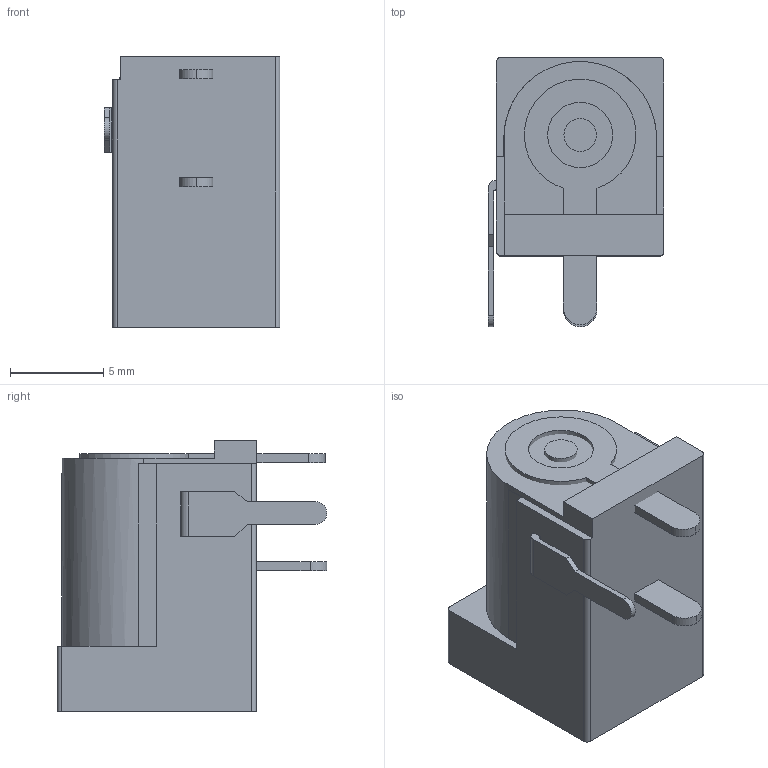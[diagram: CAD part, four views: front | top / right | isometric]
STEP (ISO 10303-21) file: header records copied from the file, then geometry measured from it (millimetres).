
FILE_DESCRIPTION (( 'STEP AP214' ), '1' );
FILE_NAME ('PRT-10811.STEP', '2025-03-28T15:03:29', ( '' ), ( '' ), 'SwSTEP 2.0', 'SolidWorks 2023', '' );
FILE_SCHEMA (( 'AUTOMOTIVE_DESIGN' ));
Length unit declared in the file: millimetre
Products named in the file (1): PRT-10811
Bounding box: 9.45 x 14.5 x 14.55 mm (x, y, z)
Volume: 1080 mm3; surface area: 975.5 mm2
Topology: 3 solids, 3 shells, 62 faces, 157 edges, 104 vertices
Faces by surface type: plane 42, cylinder 18, bspline 1, sphere 1
Full cylindrical faces by diameter (mm): 1.75 x1, 2 x1, 3.5 x1, 3.649 x1, 6.4 x1
Entity records: 2569 total; most frequent: CARTESIAN_POINT 361, DIRECTION 307, ORIENTED_EDGE 294, EDGE_CURVE 147, LINE 105, VECTOR 105, VERTEX_POINT 101, AXIS2_PLACEMENT_3D 101
